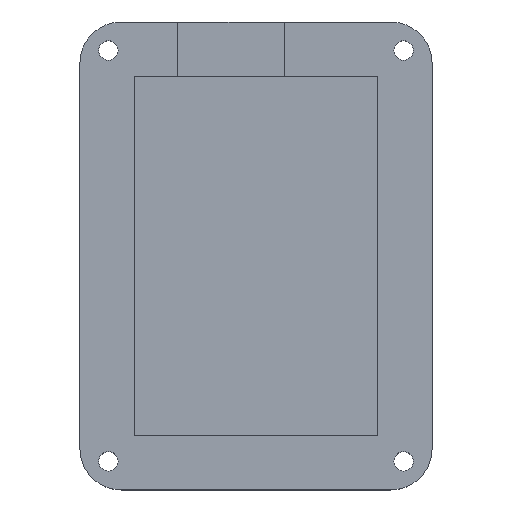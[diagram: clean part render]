
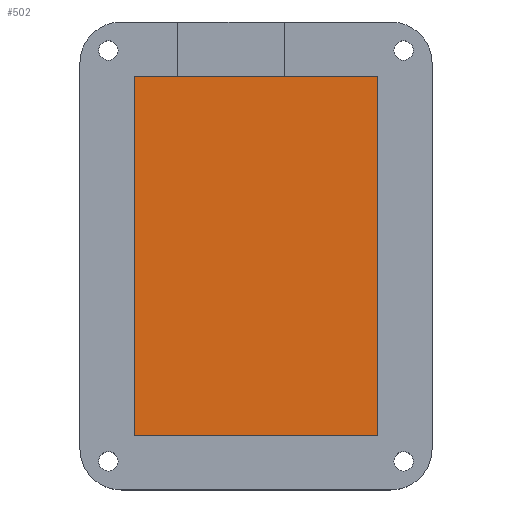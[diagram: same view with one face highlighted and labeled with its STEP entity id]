
A CAD part, top view. The second image highlights one B-rep face of the part: STEP entity #502.
In plain terms, the highlighted planar face has unit normal (0, 0, 1).
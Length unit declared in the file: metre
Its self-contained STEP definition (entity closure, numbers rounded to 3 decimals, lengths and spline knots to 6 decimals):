
#132=ORIENTED_EDGE('',*,*,#225,.F.);
#133=ORIENTED_EDGE('',*,*,#223,.T.);
#134=ORIENTED_EDGE('',*,*,#180,.T.);
#135=ORIENTED_EDGE('',*,*,#227,.F.);
#180=EDGE_CURVE('',#245,#244,#292,.T.);
#223=EDGE_CURVE('',#281,#245,#318,.T.);
#225=EDGE_CURVE('',#281,#282,#320,.T.);
#227=EDGE_CURVE('',#282,#244,#322,.T.);
#244=VERTEX_POINT('',#743);
#245=VERTEX_POINT('',#745);
#281=VERTEX_POINT('',#835);
#282=VERTEX_POINT('',#839);
#292=LINE('',#744,#332);
#318=LINE('',#834,#358);
#320=LINE('',#838,#360);
#322=LINE('',#842,#362);
#332=VECTOR('',#591,1.);
#358=VECTOR('',#673,1.);
#360=VECTOR('',#677,1.);
#362=VECTOR('',#681,1.);
#398=EDGE_LOOP('',(#132,#133,#134,#135));
#448=FACE_BOUND('',#398,.T.);
#479=PLANE('',#566);
#502=ADVANCED_FACE('',(#448),#479,.T.);
#566=AXIS2_PLACEMENT_3D('',#854,#697,#698);
#591=DIRECTION('',(-1.,0.,0.));
#673=DIRECTION('',(0.,1.,0.));
#677=DIRECTION('',(-1.,0.,0.));
#681=DIRECTION('',(0.,1.,0.));
#697=DIRECTION('',(0.,0.,1.));
#698=DIRECTION('',(1.,0.,0.));
#743=CARTESIAN_POINT('',(-0.021405,0.03155,0.003));
#744=CARTESIAN_POINT('',(0.,0.03155,0.003));
#745=CARTESIAN_POINT('',(0.021405,0.03155,0.003));
#834=CARTESIAN_POINT('',(0.021405,0.,0.003));
#835=CARTESIAN_POINT('',(0.021405,-0.03155,0.003));
#838=CARTESIAN_POINT('',(0.,-0.03155,0.003));
#839=CARTESIAN_POINT('',(-0.021405,-0.03155,0.003));
#842=CARTESIAN_POINT('',(-0.021405,0.,0.003));
#854=CARTESIAN_POINT('',(0.,0.,0.003));
